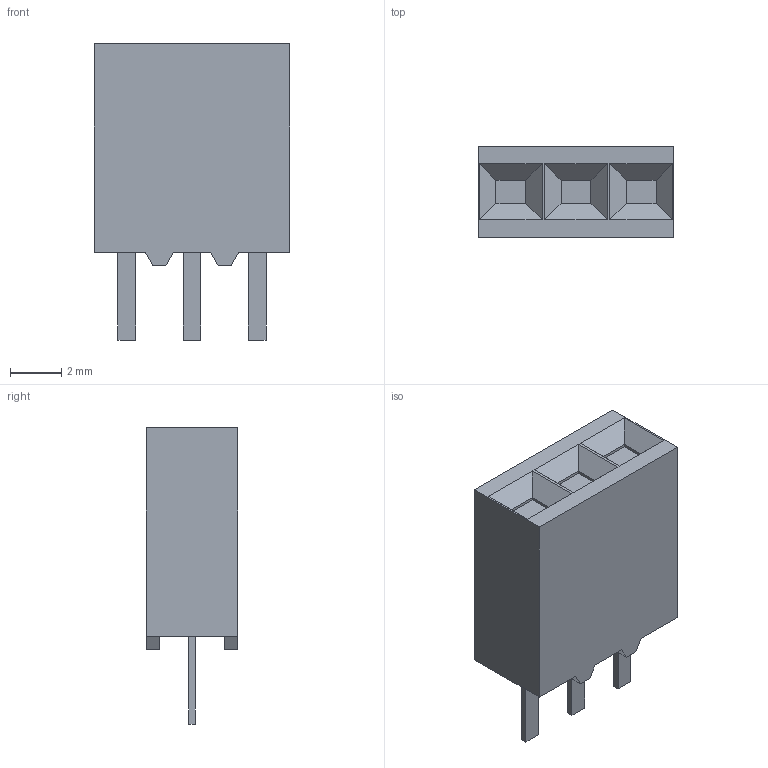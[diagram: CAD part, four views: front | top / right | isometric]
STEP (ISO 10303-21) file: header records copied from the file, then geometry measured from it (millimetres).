
FILE_DESCRIPTION((''),'2;1');
FILE_NAME('C-5-534237-1','2011-01-05T',('workeradm'),('Tyco Electronics Ltd.'),'PRO/ENGINEER BY PARAMETRIC TECHNOLOGY CORPORATION, 2009300','PRO/ENGINEER BY PARAMETRIC TECHNOLOGY CORPORATION, 2009300','');
FILE_SCHEMA(('AUTOMOTIVE_DESIGN { 1 0 10303 214 1 1 1 1 }'));
Length unit declared in the file: millimetre
Products named in the file (1): C-5-534237-1
Bounding box: 7.62 x 3.56 x 11.56 mm (x, y, z)
Volume: 214.6 mm3; surface area: 283.9 mm2
Topology: 1 solids, 1 shells, 79 faces, 192 edges, 124 vertices
Faces by surface type: plane 79
Entity records: 2518 total; most frequent: CARTESIAN_POINT 397, ORIENTED_EDGE 384, DIRECTION 350, VECTOR 192, LINE 192, EDGE_CURVE 192, VERTEX_POINT 124, EDGE_LOOP 88
